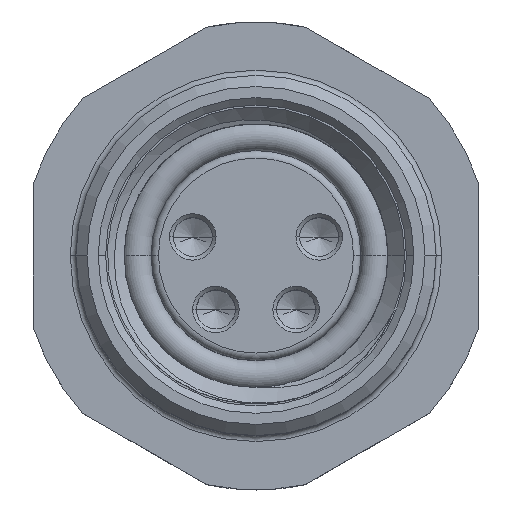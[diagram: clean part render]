
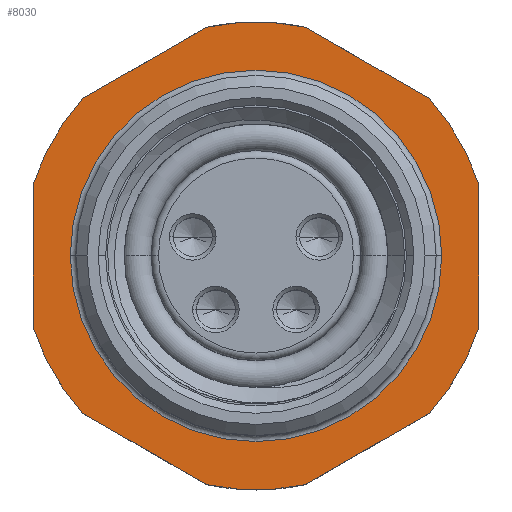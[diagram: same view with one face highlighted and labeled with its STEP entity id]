
A CAD part, top view. The second image highlights one B-rep face of the part: STEP entity #8030.
In plain terms, the highlighted planar face has unit normal (0, 0, 1).
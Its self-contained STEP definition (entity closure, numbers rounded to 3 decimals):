
#3314=CARTESIAN_POINT('',(0.,0.,-0.3));
#3315=DIRECTION('',(0.,0.,1.));
#3316=DIRECTION('',(0.212,0.977,0.));
#3317=AXIS2_PLACEMENT_3D('',#3314,#3315,#3316);
#3319=DIRECTION('',(-0.866,0.5,0.));
#3320=VECTOR('',#3319,3.842);
#3321=CARTESIAN_POINT('',(4.664,4.236,-0.3));
#3322=LINE('',#3321,#3320);
#3323=CARTESIAN_POINT('',(0.,0.,-0.3));
#3324=DIRECTION('',(0.,0.,1.));
#3325=DIRECTION('',(0.952,0.305,0.));
#3326=AXIS2_PLACEMENT_3D('',#3323,#3324,#3325);
#3328=DIRECTION('',(0.,1.,0.));
#3329=VECTOR('',#3328,3.842);
#3330=CARTESIAN_POINT('',(6.,-1.921,-0.3));
#3331=LINE('',#3330,#3329);
#3332=CARTESIAN_POINT('',(0.,0.,-0.3));
#3333=DIRECTION('',(0.,0.,1.));
#3334=DIRECTION('',(0.74,-0.672,0.));
#3335=AXIS2_PLACEMENT_3D('',#3332,#3333,#3334);
#3337=DIRECTION('',(0.866,0.5,0.));
#3338=VECTOR('',#3337,3.842);
#3339=CARTESIAN_POINT('',(1.336,-6.157,-0.3));
#3340=LINE('',#3339,#3338);
#3341=CARTESIAN_POINT('',(0.,0.,-0.3));
#3342=DIRECTION('',(0.,0.,1.));
#3343=DIRECTION('',(-0.212,-0.977,0.));
#3344=AXIS2_PLACEMENT_3D('',#3341,#3342,#3343);
#3346=DIRECTION('',(0.866,-0.5,0.));
#3347=VECTOR('',#3346,3.842);
#3348=CARTESIAN_POINT('',(-4.664,-4.236,-0.3));
#3349=LINE('',#3348,#3347);
#3350=CARTESIAN_POINT('',(0.,0.,-0.3));
#3351=DIRECTION('',(0.,0.,1.));
#3352=DIRECTION('',(-0.952,-0.305,0.));
#3353=AXIS2_PLACEMENT_3D('',#3350,#3351,#3352);
#3355=DIRECTION('',(0.,-1.,0.));
#3356=VECTOR('',#3355,3.842);
#3357=CARTESIAN_POINT('',(-6.,1.921,-0.3));
#3358=LINE('',#3357,#3356);
#3359=CARTESIAN_POINT('',(0.,0.,-0.3));
#3360=DIRECTION('',(0.,0.,1.));
#3361=DIRECTION('',(-0.74,0.672,0.));
#3362=AXIS2_PLACEMENT_3D('',#3359,#3360,#3361);
#3364=DIRECTION('',(-0.866,-0.5,0.));
#3365=VECTOR('',#3364,3.842);
#3366=CARTESIAN_POINT('',(-1.336,6.157,-0.3));
#3367=LINE('',#3366,#3365);
#3368=CARTESIAN_POINT('',(0.,0.,-0.3));
#3369=DIRECTION('',(0.,0.,-1.));
#3370=DIRECTION('',(1.,0.,0.));
#3371=AXIS2_PLACEMENT_3D('',#3368,#3369,#3370);
#3373=CARTESIAN_POINT('',(0.,0.,-0.3));
#3374=DIRECTION('',(0.,0.,-1.));
#3375=DIRECTION('',(-1.,0.,0.));
#3376=AXIS2_PLACEMENT_3D('',#3373,#3374,#3375);
#7278=CARTESIAN_POINT('',(1.336,6.157,-0.3));
#7279=CARTESIAN_POINT('',(-1.336,6.157,-0.3));
#7280=VERTEX_POINT('',#7278);
#7281=VERTEX_POINT('',#7279);
#7282=CARTESIAN_POINT('',(-4.664,4.236,-0.3));
#7283=VERTEX_POINT('',#7282);
#7284=CARTESIAN_POINT('',(-6.,1.921,-0.3));
#7285=VERTEX_POINT('',#7284);
#7286=CARTESIAN_POINT('',(-6.,-1.921,-0.3));
#7287=VERTEX_POINT('',#7286);
#7288=CARTESIAN_POINT('',(-4.664,-4.236,-0.3));
#7289=VERTEX_POINT('',#7288);
#7290=CARTESIAN_POINT('',(-1.336,-6.157,-0.3));
#7291=VERTEX_POINT('',#7290);
#7292=CARTESIAN_POINT('',(1.336,-6.157,-0.3));
#7293=VERTEX_POINT('',#7292);
#7294=CARTESIAN_POINT('',(4.664,-4.236,-0.3));
#7295=VERTEX_POINT('',#7294);
#7296=CARTESIAN_POINT('',(6.,-1.921,-0.3));
#7297=VERTEX_POINT('',#7296);
#7298=CARTESIAN_POINT('',(6.,1.921,-0.3));
#7299=VERTEX_POINT('',#7298);
#7300=CARTESIAN_POINT('',(4.664,4.236,-0.3));
#7301=VERTEX_POINT('',#7300);
#7374=CARTESIAN_POINT('',(5.,0.,-0.3));
#7375=CARTESIAN_POINT('',(-5.,0.,-0.3));
#7376=VERTEX_POINT('',#7374);
#7377=VERTEX_POINT('',#7375);
#8005=CARTESIAN_POINT('',(0.,0.,-0.3));
#8006=DIRECTION('',(0.,0.,1.));
#8007=DIRECTION('',(1.,0.,0.));
#8008=AXIS2_PLACEMENT_3D('',#8005,#8006,#8007);
#8009=PLANE('',#8008);
#8010=ORIENTED_EDGE('',*,*,#7843,.F.);
#8011=ORIENTED_EDGE('',*,*,#7859,.F.);
#8012=ORIENTED_EDGE('',*,*,#7873,.F.);
#8013=ORIENTED_EDGE('',*,*,#7887,.F.);
#8014=ORIENTED_EDGE('',*,*,#7901,.F.);
#8015=ORIENTED_EDGE('',*,*,#7915,.F.);
#8016=ORIENTED_EDGE('',*,*,#7930,.F.);
#8017=ORIENTED_EDGE('',*,*,#7944,.F.);
#8018=ORIENTED_EDGE('',*,*,#7958,.F.);
#8019=ORIENTED_EDGE('',*,*,#7972,.F.);
#8020=ORIENTED_EDGE('',*,*,#7986,.F.);
#8021=ORIENTED_EDGE('',*,*,#7999,.F.);
#8022=EDGE_LOOP('',(#8010,#8011,#8012,#8013,#8014,#8015,#8016,#8017,#8018,#8019,
#8020,#8021));
#8023=FACE_OUTER_BOUND('',#8022,.F.);
#8025=ORIENTED_EDGE('',*,*,#8024,.F.);
#8027=ORIENTED_EDGE('',*,*,#8026,.F.);
#8028=EDGE_LOOP('',(#8025,#8027));
#8029=FACE_BOUND('',#8028,.F.);
#3318=CIRCLE('',#3317,6.3);
#3327=CIRCLE('',#3326,6.3);
#3336=CIRCLE('',#3335,6.3);
#3345=CIRCLE('',#3344,6.3);
#3354=CIRCLE('',#3353,6.3);
#3363=CIRCLE('',#3362,6.3);
#3372=CIRCLE('',#3371,5.);
#3377=CIRCLE('',#3376,5.);
#7843=EDGE_CURVE('',#7280,#7281,#3318,.T.);
#7859=EDGE_CURVE('',#7301,#7280,#3322,.T.);
#7873=EDGE_CURVE('',#7299,#7301,#3327,.T.);
#7887=EDGE_CURVE('',#7297,#7299,#3331,.T.);
#7901=EDGE_CURVE('',#7295,#7297,#3336,.T.);
#7915=EDGE_CURVE('',#7293,#7295,#3340,.T.);
#7930=EDGE_CURVE('',#7291,#7293,#3345,.T.);
#7944=EDGE_CURVE('',#7289,#7291,#3349,.T.);
#7958=EDGE_CURVE('',#7287,#7289,#3354,.T.);
#7972=EDGE_CURVE('',#7285,#7287,#3358,.T.);
#7986=EDGE_CURVE('',#7283,#7285,#3363,.T.);
#7999=EDGE_CURVE('',#7281,#7283,#3367,.T.);
#8024=EDGE_CURVE('',#7376,#7377,#3372,.T.);
#8026=EDGE_CURVE('',#7377,#7376,#3377,.T.);
#8030=ADVANCED_FACE('',(#8023,#8029),#8009,.T.);
